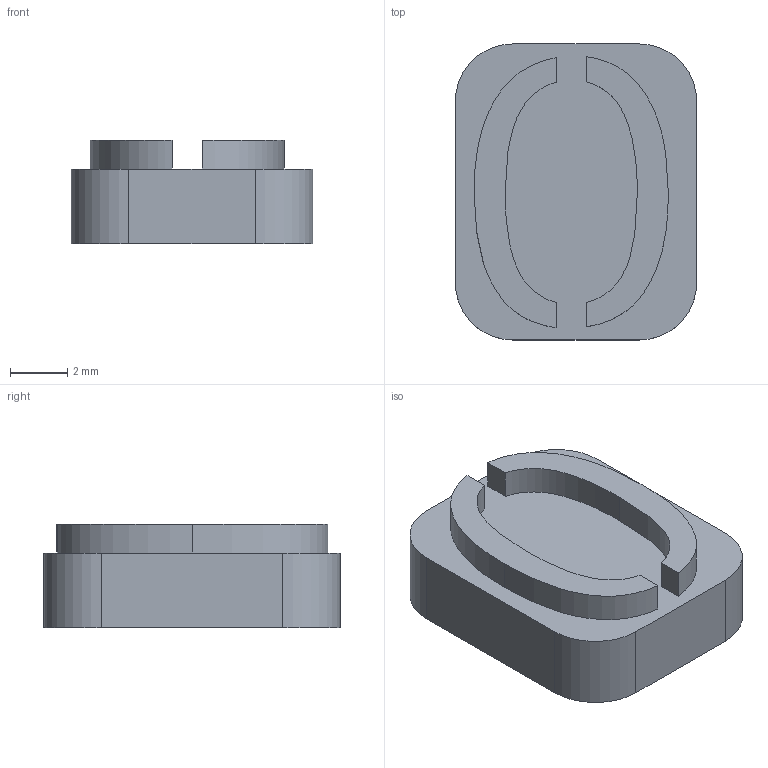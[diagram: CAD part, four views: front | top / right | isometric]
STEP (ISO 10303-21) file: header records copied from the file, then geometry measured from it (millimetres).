
FILE_DESCRIPTION (( 'STEP AP214' ), '1' );
FILE_NAME ('#0 diffuser.STEP', '2024-02-20T07:24:44', ( '' ), ( '' ), 'SwSTEP 2.0', 'SolidWorks 2022', '' );
FILE_SCHEMA (( 'AUTOMOTIVE_DESIGN' ));
Length unit declared in the file: millimetre
Products named in the file (1): #0 diffuser
Bounding box: 8.4 x 10.3 x 3.6 mm (x, y, z)
Volume: 237.2 mm3; surface area: 342.7 mm2
Topology: 3 solids, 3 shells, 26 faces, 60 edges, 40 vertices
Faces by surface type: plane 14, bspline 8, cylinder 4
Entity records: 928 total; most frequent: CARTESIAN_POINT 327, ORIENTED_EDGE 120, DIRECTION 90, EDGE_CURVE 60, VERTEX_POINT 40, LINE 36, VECTOR 36, AXIS2_PLACEMENT_3D 27
